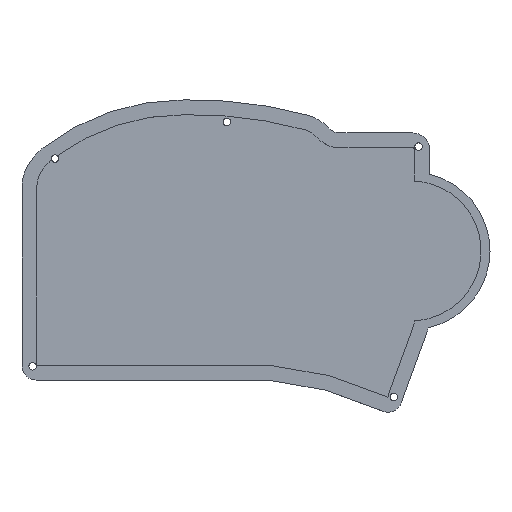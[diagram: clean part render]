
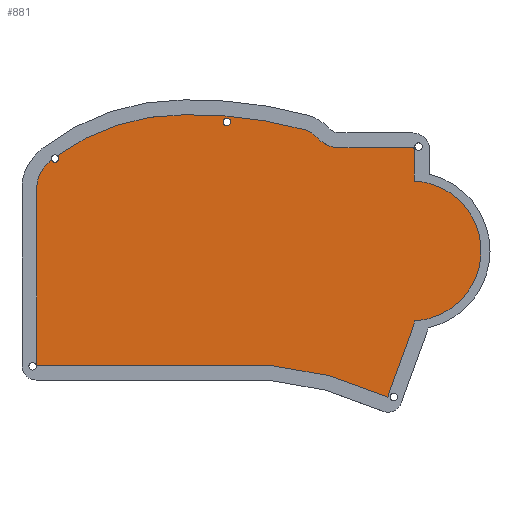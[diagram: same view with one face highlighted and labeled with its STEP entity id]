
A CAD part, top view. The second image highlights one B-rep face of the part: STEP entity #881.
In plain terms, the highlighted planar face has unit normal (0, 0, 1).
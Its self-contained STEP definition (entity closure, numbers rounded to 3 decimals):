
#19=FACE_BOUND('',#113,.T.);
#33=PLANE('',#982);
#62=FACE_OUTER_BOUND('',#112,.T.);
#112=EDGE_LOOP('',(#687,#688,#689,#690,#691,#692,#693,#694,#695,#696,#697,
#698,#699,#700,#701,#702,#703,#704,#705,#706));
#113=EDGE_LOOP('',(#707));
#150=LINE('',#1337,#222);
#164=LINE('',#1422,#236);
#167=LINE('',#1427,#239);
#169=LINE('',#1431,#241);
#171=LINE('',#1435,#243);
#179=LINE('',#1461,#251);
#182=LINE('',#1471,#254);
#222=VECTOR('',#1049,10.);
#236=VECTOR('',#1125,10.);
#239=VECTOR('',#1130,10.);
#241=VECTOR('',#1134,10.);
#243=VECTOR('',#1138,10.);
#251=VECTOR('',#1168,10.);
#254=VECTOR('',#1181,10.);
#288=CIRCLE('',#922,23.542);
#290=CIRCLE('',#925,23.695);
#319=CIRCLE('',#957,23.5);
#320=CIRCLE('',#963,9.);
#321=CIRCLE('',#965,16.151);
#322=CIRCLE('',#967,13.);
#323=CIRCLE('',#969,143.905);
#324=CIRCLE('',#971,71.954);
#325=CIRCLE('',#974,6.67);
#326=CIRCLE('',#976,0.753);
#327=CIRCLE('',#979,10.304);
#328=CIRCLE('',#981,9.318);
#329=CIRCLE('',#983,1.25);
#330=CIRCLE('',#984,1.25);
#348=VERTEX_POINT('',#1315);
#349=VERTEX_POINT('',#1316);
#352=VERTEX_POINT('',#1324);
#353=VERTEX_POINT('',#1325);
#357=VERTEX_POINT('',#1335);
#396=VERTEX_POINT('',#1420);
#397=VERTEX_POINT('',#1421);
#398=VERTEX_POINT('',#1426);
#399=VERTEX_POINT('',#1430);
#400=VERTEX_POINT('',#1434);
#401=VERTEX_POINT('',#1438);
#402=VERTEX_POINT('',#1442);
#403=VERTEX_POINT('',#1446);
#404=VERTEX_POINT('',#1450);
#405=VERTEX_POINT('',#1451);
#406=VERTEX_POINT('',#1456);
#407=VERTEX_POINT('',#1460);
#408=VERTEX_POINT('',#1466);
#409=VERTEX_POINT('',#1470);
#410=VERTEX_POINT('',#1474);
#411=VERTEX_POINT('',#1481);
#436=EDGE_CURVE('',#348,#349,#288,.T.);
#440=EDGE_CURVE('',#352,#353,#290,.T.);
#446=EDGE_CURVE('',#348,#357,#150,.T.);
#487=EDGE_CURVE('',#352,#349,#319,.T.);
#488=EDGE_CURVE('',#396,#397,#164,.T.);
#491=EDGE_CURVE('',#398,#396,#167,.T.);
#493=EDGE_CURVE('',#399,#398,#169,.T.);
#495=EDGE_CURVE('',#400,#399,#171,.T.);
#497=EDGE_CURVE('',#401,#400,#320,.T.);
#499=EDGE_CURVE('',#402,#401,#321,.T.);
#501=EDGE_CURVE('',#403,#402,#322,.T.);
#503=EDGE_CURVE('',#404,#405,#323,.T.);
#506=EDGE_CURVE('',#405,#406,#324,.T.);
#508=EDGE_CURVE('',#397,#407,#179,.T.);
#510=EDGE_CURVE('',#407,#353,#325,.T.);
#511=EDGE_CURVE('',#357,#408,#326,.T.);
#513=EDGE_CURVE('',#408,#409,#182,.T.);
#515=EDGE_CURVE('',#409,#410,#327,.T.);
#517=EDGE_CURVE('',#410,#404,#328,.T.);
#518=EDGE_CURVE('',#406,#403,#329,.T.);
#519=EDGE_CURVE('',#411,#411,#330,.T.);
#687=ORIENTED_EDGE('',*,*,#501,.T.);
#688=ORIENTED_EDGE('',*,*,#499,.T.);
#689=ORIENTED_EDGE('',*,*,#497,.T.);
#690=ORIENTED_EDGE('',*,*,#495,.T.);
#691=ORIENTED_EDGE('',*,*,#493,.T.);
#692=ORIENTED_EDGE('',*,*,#491,.T.);
#693=ORIENTED_EDGE('',*,*,#488,.T.);
#694=ORIENTED_EDGE('',*,*,#508,.T.);
#695=ORIENTED_EDGE('',*,*,#510,.T.);
#696=ORIENTED_EDGE('',*,*,#440,.F.);
#697=ORIENTED_EDGE('',*,*,#487,.T.);
#698=ORIENTED_EDGE('',*,*,#436,.F.);
#699=ORIENTED_EDGE('',*,*,#446,.T.);
#700=ORIENTED_EDGE('',*,*,#511,.T.);
#701=ORIENTED_EDGE('',*,*,#513,.T.);
#702=ORIENTED_EDGE('',*,*,#515,.T.);
#703=ORIENTED_EDGE('',*,*,#517,.T.);
#704=ORIENTED_EDGE('',*,*,#503,.T.);
#705=ORIENTED_EDGE('',*,*,#506,.T.);
#706=ORIENTED_EDGE('',*,*,#518,.T.);
#707=ORIENTED_EDGE('',*,*,#519,.T.);
#881=ADVANCED_FACE('',(#62,#19),#33,.T.);
#922=AXIS2_PLACEMENT_3D('',#1317,#1031,#1032);
#925=AXIS2_PLACEMENT_3D('',#1326,#1039,#1040);
#957=AXIS2_PLACEMENT_3D('',#1418,#1121,#1122);
#963=AXIS2_PLACEMENT_3D('',#1439,#1142,#1143);
#965=AXIS2_PLACEMENT_3D('',#1443,#1147,#1148);
#967=AXIS2_PLACEMENT_3D('',#1447,#1152,#1153);
#969=AXIS2_PLACEMENT_3D('',#1452,#1157,#1158);
#971=AXIS2_PLACEMENT_3D('',#1457,#1163,#1164);
#974=AXIS2_PLACEMENT_3D('',#1464,#1172,#1173);
#976=AXIS2_PLACEMENT_3D('',#1467,#1176,#1177);
#979=AXIS2_PLACEMENT_3D('',#1475,#1185,#1186);
#981=AXIS2_PLACEMENT_3D('',#1478,#1190,#1191);
#982=AXIS2_PLACEMENT_3D('',#1479,#1192,#1193);
#983=AXIS2_PLACEMENT_3D('',#1480,#1194,#1195);
#984=AXIS2_PLACEMENT_3D('',#1482,#1196,#1197);
#1031=DIRECTION('center_axis',(0.,0.,-1.));
#1032=DIRECTION('ref_axis',(0.255,0.967,0.));
#1039=DIRECTION('center_axis',(0.,0.,-1.));
#1040=DIRECTION('ref_axis',(0.045,-0.999,0.));
#1049=DIRECTION('',(0.,1.,0.));
#1121=DIRECTION('center_axis',(0.,0.,1.));
#1122=DIRECTION('ref_axis',(1.,0.,0.));
#1125=DIRECTION('',(0.94,-0.342,0.));
#1130=DIRECTION('',(0.985,-0.174,0.));
#1134=DIRECTION('',(1.,0.,0.));
#1138=DIRECTION('',(0.,-1.,0.));
#1142=DIRECTION('center_axis',(0.,0.,1.));
#1143=DIRECTION('ref_axis',(-0.876,0.482,0.));
#1147=DIRECTION('center_axis',(0.,0.,1.));
#1148=DIRECTION('ref_axis',(-0.691,0.723,0.));
#1152=DIRECTION('center_axis',(0.,0.,1.));
#1153=DIRECTION('ref_axis',(-0.613,0.79,0.));
#1157=DIRECTION('center_axis',(0.,0.,1.));
#1158=DIRECTION('ref_axis',(0.264,0.964,0.));
#1163=DIRECTION('center_axis',(0.,0.,1.));
#1164=DIRECTION('ref_axis',(0.005,1.,0.));
#1168=DIRECTION('',(0.343,0.939,0.));
#1172=DIRECTION('center_axis',(0.,0.,1.));
#1173=DIRECTION('ref_axis',(0.939,-0.345,0.));
#1176=DIRECTION('center_axis',(0.,0.,1.));
#1177=DIRECTION('ref_axis',(0.78,0.626,0.));
#1181=DIRECTION('',(-1.,0.,0.));
#1185=DIRECTION('center_axis',(0.,0.,-1.));
#1186=DIRECTION('ref_axis',(-0.74,-0.673,0.));
#1190=DIRECTION('center_axis',(0.,0.,1.));
#1191=DIRECTION('ref_axis',(0.745,0.667,0.));
#1192=DIRECTION('center_axis',(0.,0.,1.));
#1193=DIRECTION('ref_axis',(1.,0.,0.));
#1194=DIRECTION('center_axis',(0.,0.,-1.));
#1195=DIRECTION('ref_axis',(1.,0.,0.));
#1196=DIRECTION('center_axis',(0.,0.,-1.));
#1197=DIRECTION('ref_axis',(1.,0.,0.));
#1315=CARTESIAN_POINT('',(-74.024,331.53,1.6));
#1316=CARTESIAN_POINT('',(-69.024,330.77,1.6));
#1317=CARTESIAN_POINT('Origin',(-75.038,308.01,1.6));
#1324=CARTESIAN_POINT('',(-69.022,285.33,1.6));
#1325=CARTESIAN_POINT('',(-74.022,284.567,1.6));
#1326=CARTESIAN_POINT('Origin',(-75.077,308.239,1.6));
#1335=CARTESIAN_POINT('',(-74.024,342.476,1.6));
#1337=CARTESIAN_POINT('',(-74.023,324.416,1.6));
#1418=CARTESIAN_POINT('Origin',(-75.028,308.05,1.6));
#1420=CARTESIAN_POINT('',(-102.662,266.079,1.6));
#1421=CARTESIAN_POINT('',(-82.959,258.905,1.6));
#1422=CARTESIAN_POINT('',(-114.658,270.447,1.6));
#1426=CARTESIAN_POINT('',(-122.565,269.589,1.6));
#1427=CARTESIAN_POINT('',(-122.994,269.665,1.6));
#1430=CARTESIAN_POINT('',(-200.951,269.592,1.6));
#1431=CARTESIAN_POINT('',(-130.027,269.589,1.6));
#1434=CARTESIAN_POINT('',(-200.947,329.683,1.6));
#1435=CARTESIAN_POINT('',(-200.95,287.975,1.6));
#1438=CARTESIAN_POINT('',(-199.832,334.022,1.6));
#1439=CARTESIAN_POINT('Origin',(-191.947,329.683,1.6));
#1442=CARTESIAN_POINT('',(-196.842,337.91,1.6));
#1443=CARTESIAN_POINT('Origin',(-185.682,326.235,1.6));
#1446=CARTESIAN_POINT('',(-196.037,338.618,1.6));
#1447=CARTESIAN_POINT('Origin',(-187.86,328.512,1.6));
#1450=CARTESIAN_POINT('',(-110.69,348.771,1.6));
#1451=CARTESIAN_POINT('',(-151.376,353.867,1.6));
#1452=CARTESIAN_POINT('Origin',(-148.734,209.986,1.6));
#1456=CARTESIAN_POINT('',(-194.098,340.084,1.6));
#1457=CARTESIAN_POINT('Origin',(-151.747,281.913,1.6));
#1460=CARTESIAN_POINT('',(-74.431,282.267,1.6));
#1461=CARTESIAN_POINT('',(-74.259,282.739,1.6));
#1464=CARTESIAN_POINT('Origin',(-80.692,284.567,1.6));
#1466=CARTESIAN_POINT('',(-74.579,342.757,1.6));
#1467=CARTESIAN_POINT('Origin',(-74.611,342.005,1.6));
#1470=CARTESIAN_POINT('',(-99.009,342.757,1.6));
#1471=CARTESIAN_POINT('',(-118.248,342.757,1.6));
#1474=CARTESIAN_POINT('',(-106.631,346.127,1.6));
#1475=CARTESIAN_POINT('Origin',(-99.009,353.061,1.6));
#1478=CARTESIAN_POINT('Origin',(-113.571,339.909,1.6));
#1479=CARTESIAN_POINT('Origin',(-137.487,306.354,1.6));
#1480=CARTESIAN_POINT('Origin',(-194.892,339.118,1.6));
#1481=CARTESIAN_POINT('',(-138.304,351.465,1.6));
#1482=CARTESIAN_POINT('Origin',(-137.054,351.465,1.6));
